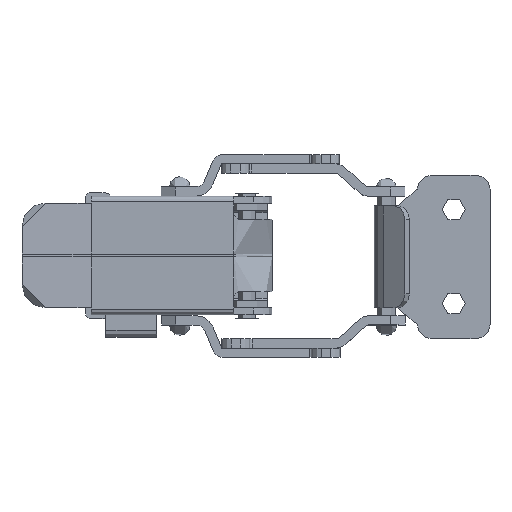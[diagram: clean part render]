
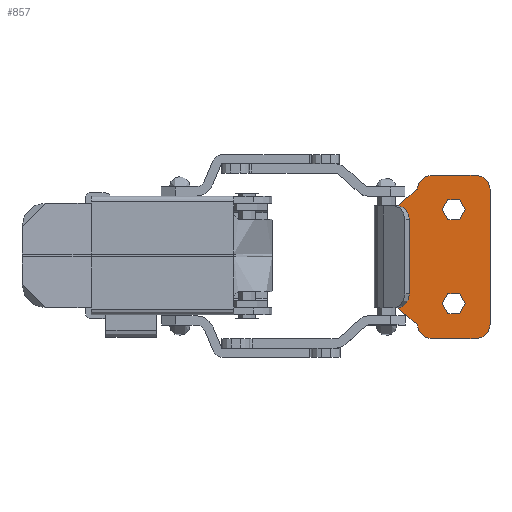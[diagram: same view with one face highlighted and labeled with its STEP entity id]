
A CAD part, top view. The second image highlights one B-rep face of the part: STEP entity #857.
In plain terms, the highlighted planar face has unit normal (0, 0, 1).
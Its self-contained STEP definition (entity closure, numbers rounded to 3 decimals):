
#385=B_SPLINE_CURVE_WITH_KNOTS('',1,(#22302,#22303),.UNSPECIFIED.,.F.,.F.,
(2,2),(3.,32.3),.UNSPECIFIED.);
#387=B_SPLINE_CURVE_WITH_KNOTS('',1,(#22306,#22307),.UNSPECIFIED.,.F.,.F.,
(2,2),(105.459,115.159),.UNSPECIFIED.);
#388=B_SPLINE_CURVE_WITH_KNOTS('',1,(#22308,#22309),.UNSPECIFIED.,.F.,.F.,
(2,2),(6.65,28.65),.UNSPECIFIED.);
#389=B_SPLINE_CURVE_WITH_KNOTS('',1,(#22310,#22311),.UNSPECIFIED.,.F.,.F.,
(2,2),(105.459,115.159),.UNSPECIFIED.);
#548=FACE_BOUND('',#1656,.T.);
#549=FACE_BOUND('',#1657,.T.);
#857=ADVANCED_FACE('',(#1238,#548,#549),#6618,.T.);
#1238=FACE_OUTER_BOUND('',#1655,.T.);
#1655=EDGE_LOOP('',(#3321,#3322,#3323,#3324,#3325,#3326,#3327,#3328,#3329,
#3330));
#1656=EDGE_LOOP('',(#3331,#3332));
#1657=EDGE_LOOP('',(#3333,#3334));
#3321=ORIENTED_EDGE('',*,*,#4528,.F.);
#3322=ORIENTED_EDGE('',*,*,#4569,.T.);
#3323=ORIENTED_EDGE('',*,*,#4524,.F.);
#3324=ORIENTED_EDGE('',*,*,#4567,.T.);
#3325=ORIENTED_EDGE('',*,*,#4526,.T.);
#3326=ORIENTED_EDGE('',*,*,#4570,.T.);
#3327=ORIENTED_EDGE('',*,*,#4552,.T.);
#3328=ORIENTED_EDGE('',*,*,#4527,.T.);
#3329=ORIENTED_EDGE('',*,*,#4553,.T.);
#3330=ORIENTED_EDGE('',*,*,#4575,.T.);
#3331=ORIENTED_EDGE('',*,*,#4556,.T.);
#3332=ORIENTED_EDGE('',*,*,#4581,.T.);
#3333=ORIENTED_EDGE('',*,*,#4559,.T.);
#3334=ORIENTED_EDGE('',*,*,#4584,.T.);
#4524=EDGE_CURVE('',#6185,#6184,#385,.T.);
#4526=EDGE_CURVE('',#6187,#6186,#387,.T.);
#4527=EDGE_CURVE('',#6160,#6159,#388,.T.);
#4528=EDGE_CURVE('',#6189,#6188,#389,.T.);
#4552=EDGE_CURVE('',#6192,#6160,#4896,.T.);
#4553=EDGE_CURVE('',#6159,#6193,#4897,.T.);
#4556=EDGE_CURVE('',#6168,#6196,#5213,.T.);
#4559=EDGE_CURVE('',#6170,#6198,#5215,.T.);
#4567=EDGE_CURVE('',#6185,#6187,#5219,.T.);
#4569=EDGE_CURVE('',#6189,#6184,#5221,.T.);
#4570=EDGE_CURVE('',#6186,#6192,#5222,.T.);
#4575=EDGE_CURVE('',#6193,#6188,#5225,.T.);
#4581=EDGE_CURVE('',#6196,#6168,#5229,.T.);
#4584=EDGE_CURVE('',#6198,#6170,#5231,.T.);
#4896=(
BOUNDED_CURVE()
B_SPLINE_CURVE(2,(#22385,#22386,#22387,#22388,#22389,#22390,#22391),
 .UNSPECIFIED.,.F.,.F.)
B_SPLINE_CURVE_WITH_KNOTS((3,2,2,3),(-37.997,-30.776,
-27.398,-25.103),.UNSPECIFIED.)
CURVE()
GEOMETRIC_REPRESENTATION_ITEM()
RATIONAL_B_SPLINE_CURVE((1.,1.,1.,0.707,1.,1.,
1.))
REPRESENTATION_ITEM('')
);
#4897=(
BOUNDED_CURVE()
B_SPLINE_CURVE(2,(#22392,#22393,#22394,#22395,#22396,#22397,#22398),
 .UNSPECIFIED.,.F.,.F.)
B_SPLINE_CURVE_WITH_KNOTS((3,2,2,3),(-26.645,-24.35,-20.972,
-13.751),.UNSPECIFIED.)
CURVE()
GEOMETRIC_REPRESENTATION_ITEM()
RATIONAL_B_SPLINE_CURVE((1.,1.,1.,0.707,1.,1.,1.))
REPRESENTATION_ITEM('')
);
#5213=TRIMMED_CURVE($,#5574,(#22410),(#22411),.T.,.CARTESIAN.);
#5215=TRIMMED_CURVE($,#5576,(#22418),(#22419),.T.,.CARTESIAN.);
#5219=TRIMMED_CURVE($,#5580,(#22438),(#22439),.T.,.CARTESIAN.);
#5221=TRIMMED_CURVE($,#5582,(#22444),(#22445),.T.,.CARTESIAN.);
#5222=TRIMMED_CURVE($,#5583,(#22447),(#22448),.T.,.CARTESIAN.);
#5225=TRIMMED_CURVE($,#5586,(#22460),(#22461),.T.,.CARTESIAN.);
#5229=TRIMMED_CURVE($,#5590,(#22476),(#22477),.T.,.CARTESIAN.);
#5231=TRIMMED_CURVE($,#5592,(#22484),(#22485),.T.,.CARTESIAN.);
#5574=CIRCLE('',#7352,2.5);
#5576=CIRCLE('',#7354,2.5);
#5580=CIRCLE('',#7358,3.);
#5582=CIRCLE('',#7360,3.);
#5583=CIRCLE('',#7361,3.);
#5586=CIRCLE('',#7364,3.);
#5590=CIRCLE('',#7368,2.5);
#5592=CIRCLE('',#7370,2.5);
#6159=VERTEX_POINT('',#22202);
#6160=VERTEX_POINT('',#22203);
#6168=VERTEX_POINT('',#22211);
#6170=VERTEX_POINT('',#22213);
#6184=VERTEX_POINT('',#22227);
#6185=VERTEX_POINT('',#22228);
#6186=VERTEX_POINT('',#22229);
#6187=VERTEX_POINT('',#22230);
#6188=VERTEX_POINT('',#22231);
#6189=VERTEX_POINT('',#22232);
#6192=VERTEX_POINT('',#22235);
#6193=VERTEX_POINT('',#22236);
#6196=VERTEX_POINT('',#22239);
#6198=VERTEX_POINT('',#22241);
#6618=PLANE('',#7313);
#7313=AXIS2_PLACEMENT_3D('',#22132,#8295,$);
#7352=AXIS2_PLACEMENT_3D($,#22409,#8355,#8356);
#7354=AXIS2_PLACEMENT_3D($,#22417,#8359,#8360);
#7358=AXIS2_PLACEMENT_3D($,#22437,#8367,#8368);
#7360=AXIS2_PLACEMENT_3D($,#22443,#8371,#8372);
#7361=AXIS2_PLACEMENT_3D($,#22446,#8373,#8374);
#7364=AXIS2_PLACEMENT_3D($,#22459,#8379,#8380);
#7368=AXIS2_PLACEMENT_3D($,#22475,#8387,#8388);
#7370=AXIS2_PLACEMENT_3D($,#22483,#8391,#8392);
#8295=DIRECTION('',(0.,0.,1.));
#8355=DIRECTION('',(0.,0.,-1.));
#8356=DIRECTION('',(-1.,0.,0.));
#8359=DIRECTION('',(0.,0.,-1.));
#8360=DIRECTION('',(-1.,0.,0.));
#8367=DIRECTION('',(0.,0.,1.));
#8368=DIRECTION('',(1.,0.,0.));
#8371=DIRECTION('',(0.,0.,1.));
#8372=DIRECTION('',(0.,-1.,0.));
#8373=DIRECTION('',(0.,0.,1.));
#8374=DIRECTION('',(0.,1.,0.));
#8379=DIRECTION('',(0.,0.,1.));
#8380=DIRECTION('',(-1.,0.,0.));
#8387=DIRECTION('',(0.,0.,-1.));
#8388=DIRECTION('',(1.,0.,0.));
#8391=DIRECTION('',(0.,0.,-1.));
#8392=DIRECTION('',(1.,0.,0.));
#22132=CARTESIAN_POINT('',(64.714,30.148,-6.695));
#22202=CARTESIAN_POINT('',(44.719,1.498,-6.695));
#22203=CARTESIAN_POINT('',(44.719,23.498,-6.695));
#22211=CARTESIAN_POINT('',(54.364,2.348,-6.695));
#22213=CARTESIAN_POINT('',(54.364,22.648,-6.695));
#22227=CARTESIAN_POINT('',(64.714,-2.152,-6.695));
#22228=CARTESIAN_POINT('',(64.714,27.148,-6.695));
#22229=CARTESIAN_POINT('',(52.014,30.148,-6.695));
#22230=CARTESIAN_POINT('',(61.714,30.148,-6.695));
#22231=CARTESIAN_POINT('',(52.014,-5.152,-6.695));
#22232=CARTESIAN_POINT('',(61.714,-5.152,-6.695));
#22235=CARTESIAN_POINT('',(49.014,27.148,-6.695));
#22236=CARTESIAN_POINT('',(49.014,-2.152,-6.695));
#22239=CARTESIAN_POINT('',(59.364,2.348,-6.695));
#22241=CARTESIAN_POINT('',(59.364,22.648,-6.695));
#22302=CARTESIAN_POINT('',(64.714,27.148,-6.695));
#22303=CARTESIAN_POINT('',(64.714,-2.152,-6.695));
#22306=CARTESIAN_POINT('',(61.714,30.148,-6.695));
#22307=CARTESIAN_POINT('',(52.014,30.148,-6.695));
#22308=CARTESIAN_POINT('',(44.719,23.498,-6.695));
#22309=CARTESIAN_POINT('',(44.719,1.498,-6.695));
#22310=CARTESIAN_POINT('',(61.714,-5.152,-6.695));
#22311=CARTESIAN_POINT('',(52.014,-5.152,-6.695));
#22385=CARTESIAN_POINT('',(49.014,27.148,-6.695));
#22386=CARTESIAN_POINT('',(49.014,26.323,-6.695));
#22387=CARTESIAN_POINT('',(49.014,25.498,-6.695));
#22388=CARTESIAN_POINT('',(49.014,23.498,-6.695));
#22389=CARTESIAN_POINT('',(47.014,23.498,-6.695));
#22390=CARTESIAN_POINT('',(45.866,23.498,-6.695));
#22391=CARTESIAN_POINT('',(44.719,23.498,-6.695));
#22392=CARTESIAN_POINT('',(44.719,1.498,-6.695));
#22393=CARTESIAN_POINT('',(45.866,1.498,-6.695));
#22394=CARTESIAN_POINT('',(47.014,1.498,-6.695));
#22395=CARTESIAN_POINT('',(49.014,1.498,-6.695));
#22396=CARTESIAN_POINT('',(49.014,-0.502,-6.695));
#22397=CARTESIAN_POINT('',(49.014,-1.327,-6.695));
#22398=CARTESIAN_POINT('',(49.014,-2.152,-6.695));
#22409=CARTESIAN_POINT('',(56.864,2.348,-6.695));
#22410=CARTESIAN_POINT('',(54.364,2.348,-6.695));
#22411=CARTESIAN_POINT('',(59.364,2.348,-6.695));
#22417=CARTESIAN_POINT('',(56.864,22.648,-6.695));
#22418=CARTESIAN_POINT('',(54.364,22.648,-6.695));
#22419=CARTESIAN_POINT('',(59.364,22.648,-6.695));
#22437=CARTESIAN_POINT('',(61.714,27.148,-6.695));
#22438=CARTESIAN_POINT('',(64.714,27.148,-6.695));
#22439=CARTESIAN_POINT('',(61.714,30.148,-6.695));
#22443=CARTESIAN_POINT('',(61.714,-2.152,-6.695));
#22444=CARTESIAN_POINT('',(61.714,-5.152,-6.695));
#22445=CARTESIAN_POINT('',(64.714,-2.152,-6.695));
#22446=CARTESIAN_POINT('',(52.014,27.148,-6.695));
#22447=CARTESIAN_POINT('',(52.014,30.148,-6.695));
#22448=CARTESIAN_POINT('',(49.014,27.148,-6.695));
#22459=CARTESIAN_POINT('',(52.014,-2.152,-6.695));
#22460=CARTESIAN_POINT('',(49.014,-2.152,-6.695));
#22461=CARTESIAN_POINT('',(52.014,-5.152,-6.695));
#22475=CARTESIAN_POINT('',(56.864,2.348,-6.695));
#22476=CARTESIAN_POINT('',(59.364,2.348,-6.695));
#22477=CARTESIAN_POINT('',(54.364,2.348,-6.695));
#22483=CARTESIAN_POINT('',(56.864,22.648,-6.695));
#22484=CARTESIAN_POINT('',(59.364,22.648,-6.695));
#22485=CARTESIAN_POINT('',(54.364,22.648,-6.695));
